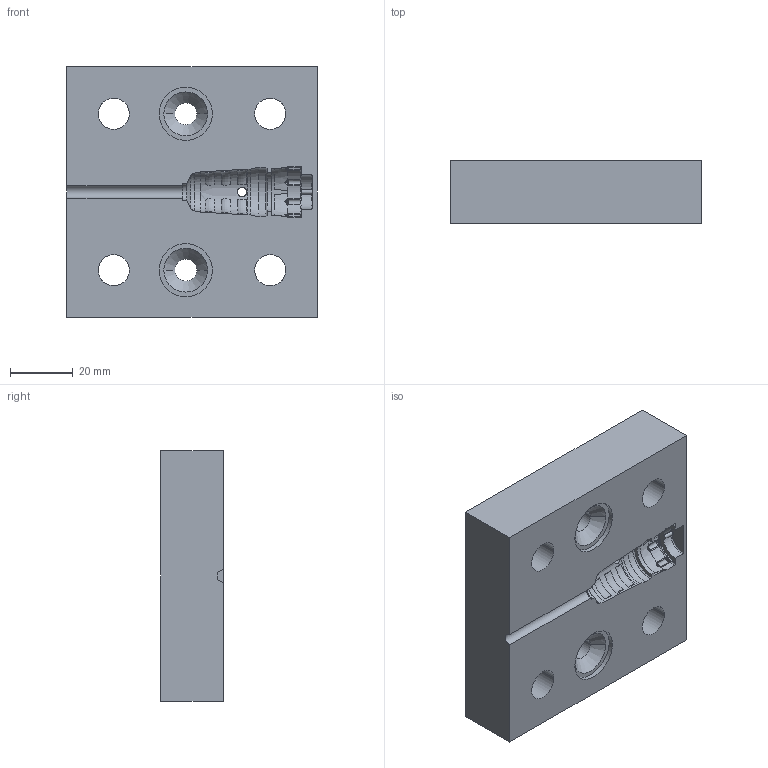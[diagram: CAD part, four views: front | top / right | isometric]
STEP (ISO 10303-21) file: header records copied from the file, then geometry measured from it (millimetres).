
FILE_DESCRIPTION(('CATIA V5 STEP Exchange','CAx-IF Rec.Pracs.--- Model Styling and Organization---1.4--- 2014-01-23'),'2;1');
FILE_NAME('moule sup.stp','2020-07-10T11:46:19+00:00',('none'),('none'),'CATIA Version 5-6 Release 2019 SP2','CATIA V5 STEP AP203 WITH EXTENSIONS v1','none');
FILE_SCHEMA(('CONFIG_CONTROL_DESIGN','SHAPE_APPEARANCE_LAYER_MIM'));
Length unit declared in the file: millimetre
Products named in the file (1): Part4
Bounding box: 80 x 20 x 80 mm (x, y, z)
Volume: 115666.5 mm3; surface area: 22590 mm2
Topology: 1 solids, 1 shells, 183 faces, 546 edges, 357 vertices
Faces by surface type: bspline 51, cylinder 50, plane 33, torus 29, cone 20
Entity records: 6814 total; most frequent: CARTESIAN_POINT 2843, ORIENTED_EDGE 1060, EDGE_CURVE 530, DIRECTION 489, VERTEX_POINT 357, AXIS2_PLACEMENT_3D 268, EDGE_LOOP 205, ADVANCED_FACE 183
